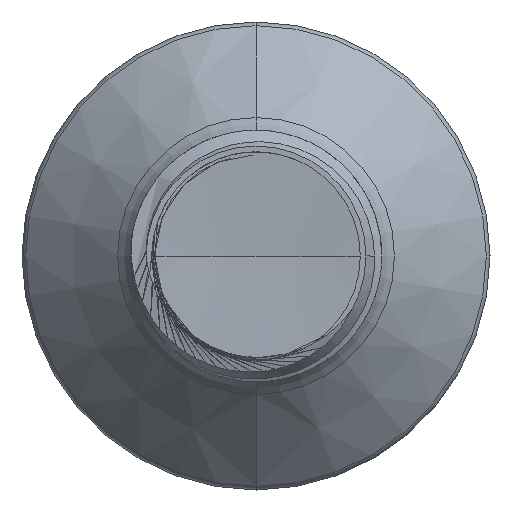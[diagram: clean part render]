
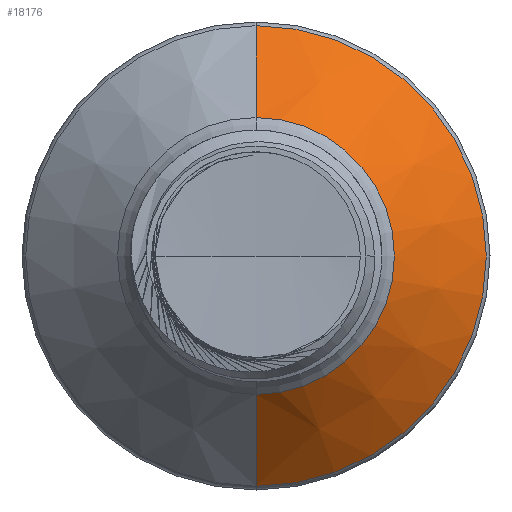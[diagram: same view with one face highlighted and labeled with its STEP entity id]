
A CAD part, front view. The second image highlights one B-rep face of the part: STEP entity #18176.
In plain terms, the highlighted conical face has half-angle 45 degrees and reference radius 2.75 mm.
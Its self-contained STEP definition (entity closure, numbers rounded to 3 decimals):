
#966 = AXIS2_PLACEMENT_3D ( 'NONE', #20097, #20030, #19960 ) ;
#1689 = EDGE_CURVE ( 'NONE', #32207, #16641, #14926, .T. ) ;
#1773 = EDGE_CURVE ( 'NONE', #16641, #25702, #34576, .T. ) ;
#1792 = EDGE_CURVE ( 'NONE', #18883, #25702, #2217, .T. ) ;
#1859 = EDGE_CURVE ( 'NONE', #32207, #18883, #43759, .T. ) ;
#2217 = CIRCLE ( 'NONE', #966, 4.577 ) ;
#4767 = CARTESIAN_POINT ( 'NONE',  ( 0., 38.865, 2.75 ) ) ;
#9315 = CARTESIAN_POINT ( 'NONE',  ( 0., 38.865, -2.75 ) ) ;
#9611 = AXIS2_PLACEMENT_3D ( 'NONE', #21349, #21281, #21221 ) ;
#11020 = CARTESIAN_POINT ( 'NONE',  ( 0., 40.692, 4.577 ) ) ;
#12271 = AXIS2_PLACEMENT_3D ( 'NONE', #28071, #51718, #27726 ) ;
#14926 = CIRCLE ( 'NONE', #9611, 2.75 ) ;
#16641 = VERTEX_POINT ( 'NONE', #9315 ) ;
#18176 = ADVANCED_FACE ( 'NONE', ( #42991 ), #50511, .T. ) ;
#18883 = VERTEX_POINT ( 'NONE', #11020 ) ;
#19796 = DIRECTION ( 'NONE',  ( 0., 0.707, 0.707 ) ) ;
#19960 = DIRECTION ( 'NONE',  ( 0., 0., 1. ) ) ;
#20030 = DIRECTION ( 'NONE',  ( 0., 1., 0. ) ) ;
#20097 = CARTESIAN_POINT ( 'NONE',  ( 0., 40.692, 0. ) ) ;
#21037 = DIRECTION ( 'NONE',  ( 0., 0.707, -0.707 ) ) ;
#21221 = DIRECTION ( 'NONE',  ( 0., 0., 1. ) ) ;
#21281 = DIRECTION ( 'NONE',  ( 0., 1., 0. ) ) ;
#21349 = CARTESIAN_POINT ( 'NONE',  ( 0., 38.865, 0. ) ) ;
#21462 = CARTESIAN_POINT ( 'NONE',  ( 0., 38.865, -2.75 ) ) ;
#22874 = CARTESIAN_POINT ( 'NONE',  ( 0., 38.865, 2.75 ) ) ;
#23469 = VECTOR ( 'NONE', #21037, 1000. ) ;
#25702 = VERTEX_POINT ( 'NONE', #27698 ) ;
#27660 = ORIENTED_EDGE ( 'NONE', *, *, #1689, .T. ) ;
#27698 = CARTESIAN_POINT ( 'NONE',  ( 0., 40.692, -4.577 ) ) ;
#27726 = DIRECTION ( 'NONE',  ( 0., 0., 1. ) ) ;
#28071 = CARTESIAN_POINT ( 'NONE',  ( 0., 38.865, 0. ) ) ;
#32207 = VERTEX_POINT ( 'NONE', #4767 ) ;
#33314 = VECTOR ( 'NONE', #19796, 1000. ) ;
#33398 = ORIENTED_EDGE ( 'NONE', *, *, #1792, .F. ) ;
#34576 = LINE ( 'NONE', #21462, #23469 ) ;
#42991 = FACE_OUTER_BOUND ( 'NONE', #50772, .T. ) ;
#43354 = ORIENTED_EDGE ( 'NONE', *, *, #1773, .T. ) ;
#43759 = LINE ( 'NONE', #22874, #33314 ) ;
#49273 = ORIENTED_EDGE ( 'NONE', *, *, #1859, .F. ) ;
#50511 = CONICAL_SURFACE ( 'NONE', #12271, 2.75, 0.785 ) ;
#50772 = EDGE_LOOP ( 'NONE', ( #27660, #43354, #33398, #49273 ) ) ;
#51718 = DIRECTION ( 'NONE',  ( 0., 1., 0. ) ) ;
